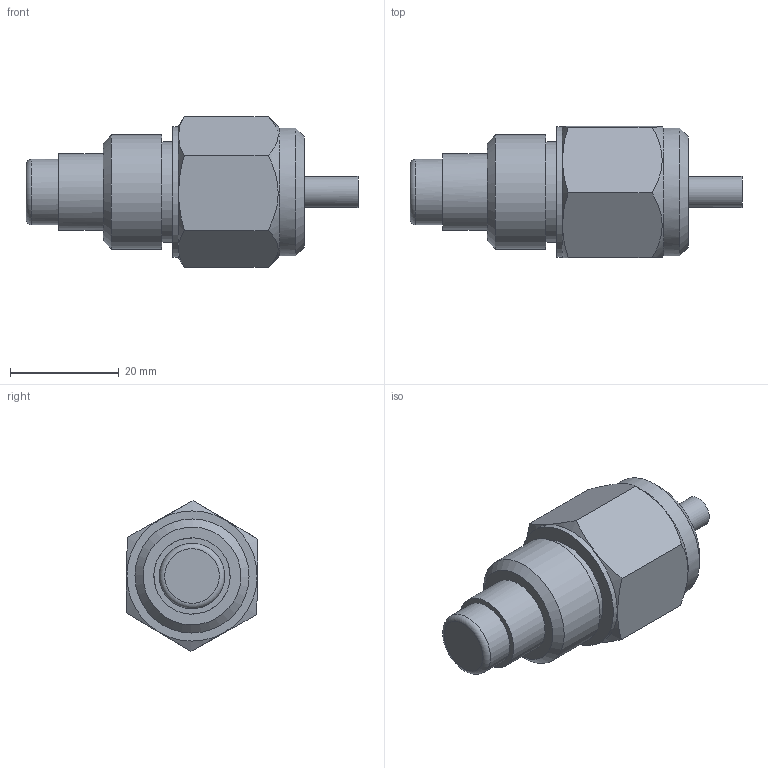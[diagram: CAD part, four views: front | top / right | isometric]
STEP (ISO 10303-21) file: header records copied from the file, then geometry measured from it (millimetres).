
FILE_DESCRIPTION(/* description */ ('Unknown'),/* implementation_level */ '2;1');
FILE_NAME(/* name */ 'CNP-18N-10-G1_2',/* time_stamp */ '2025-12-03T13:14:42+01:00',/* author */ ('Unknown'),/* organization */ ('Unknown'),/* preprocessor_version */ 'ST-DEVELOPER v18.1',/* originating_system */ 'Solid Edge',/* authorisation */ 'Unknown');
FILE_SCHEMA (('AUTOMOTIVE_DESIGN {1 0 10303 214 3 1 1}'));
Length unit declared in the file: millimetre
Products named in the file (1): CNP-18N-10-G1_2
Bounding box: 60.97 x 24.19 x 27.71 mm (x, y, z)
Volume: 17875.8 mm3; surface area: 4632.3 mm2
Topology: 1 solids, 1 shells, 29 faces, 58 edges, 38 vertices
Faces by surface type: plane 15, cylinder 8, cone 4, torus 2
Full cylindrical faces by diameter (mm): 5.7 x1, 6.1 x1, 12 x1, 14 x1, 18.431 x1, 20.955 x1, 23.5 x1, 23.906 x1
Entity records: 926 total; most frequent: CARTESIAN_POINT 180, DIRECTION 108, ORIENTED_EDGE 78, AXIS2_PLACEMENT_3D 51, EDGE_LOOP 50, FACE_BOUND 50, EDGE_CURVE 39, VERTEX_POINT 33
